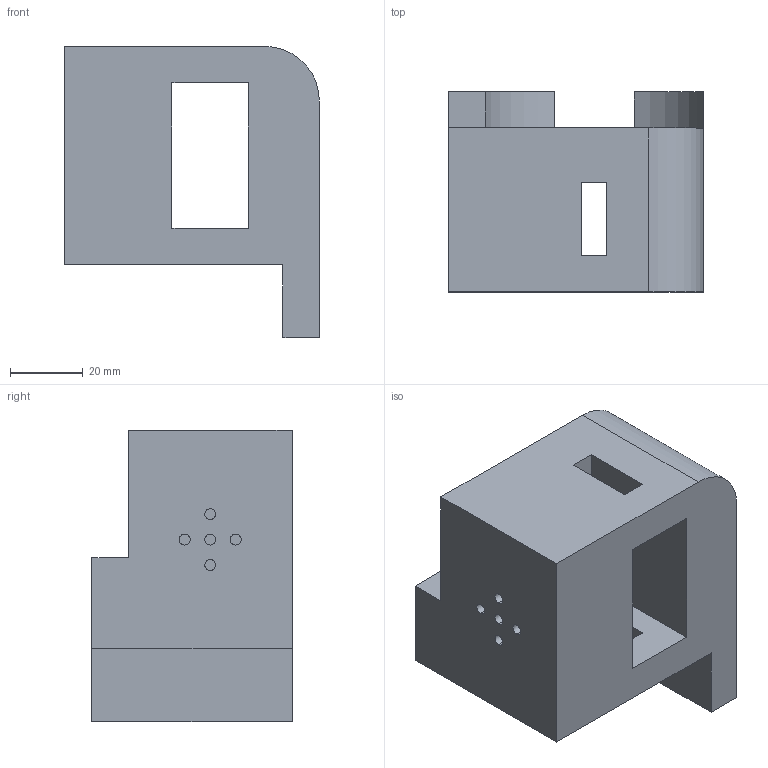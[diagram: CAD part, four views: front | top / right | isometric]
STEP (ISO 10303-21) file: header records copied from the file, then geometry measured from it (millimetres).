
FILE_DESCRIPTION (( 'STEP AP203' ), '1' );
FILE_NAME ('ROBO Wrist for gripper-For existing hand-Right.STEP', '2020-06-27T07:12:19', ( '' ), ( '' ), 'SwSTEP 2.0', 'SolidWorks 2017', '' );
FILE_SCHEMA (( 'CONFIG_CONTROL_DESIGN' ));
Length unit declared in the file: millimetre
Products named in the file (1): ROBO Wrist for gripper-For existing hand-Right
Bounding box: 70 x 55 x 80 mm (x, y, z)
Volume: 163823.8 mm3; surface area: 28868.2 mm2
Topology: 1 solids, 1 shells, 43 faces, 108 edges, 72 vertices
Faces by surface type: plane 30, cylinder 13
Entity records: 1377 total; most frequent: CARTESIAN_POINT 224, DIRECTION 222, ORIENTED_EDGE 216, EDGE_CURVE 108, LINE 82, VECTOR 82, VERTEX_POINT 72, AXIS2_PLACEMENT_3D 70
